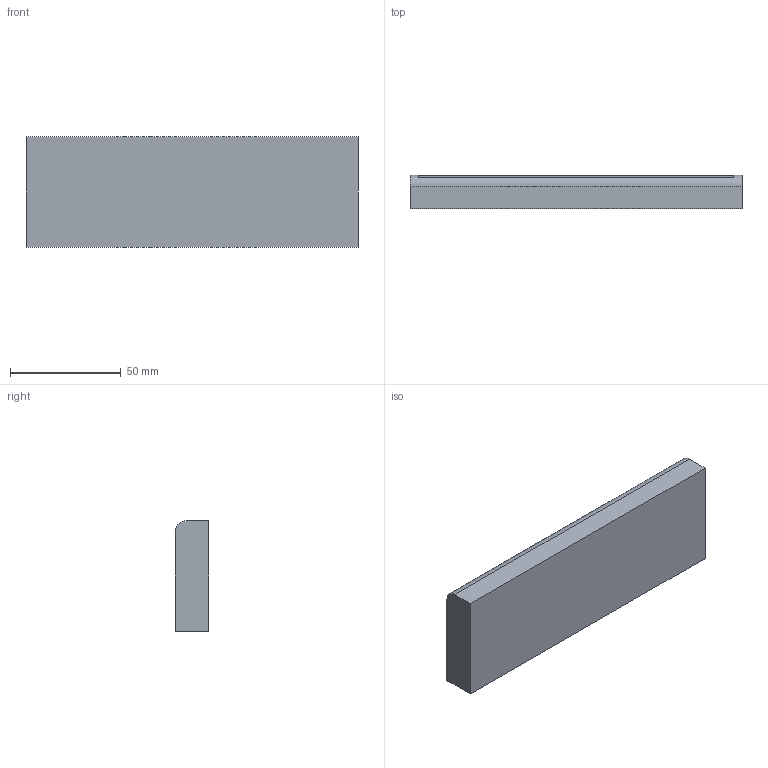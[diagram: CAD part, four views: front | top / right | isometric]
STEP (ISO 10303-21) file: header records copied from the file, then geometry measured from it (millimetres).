
FILE_DESCRIPTION(/* description */ (''),/* implementation_level */ '2;1');
FILE_NAME(/* name */ 'The USB & SD Holder.step',/* time_stamp */ '2024-08-11T21:06:57+02:00',/* author */ (''),/* organization */ (''),/* preprocessor_version */ 'ST-DEVELOPER v20',/* originating_system */ 'Autodesk Translation Framework v13.14.0.145',/* authorisation */ '');
FILE_SCHEMA (('AUTOMOTIVE_DESIGN { 1 0 10303 214 3 1 1 }'));
Length unit declared in the file: millimetre
Products named in the file (1): USB,SD Holder
Bounding box: 150 x 15 x 50 mm (x, y, z)
Volume: 99548.3 mm3; surface area: 27878.5 mm2
Topology: 1 solids, 1 shells, 107 faces, 258 edges, 172 vertices
Faces by surface type: plane 106, cylinder 1
Entity records: 3089 total; most frequent: CARTESIAN_POINT 538, ORIENTED_EDGE 516, DIRECTION 478, EDGE_CURVE 258, LINE 254, VECTOR 254, VERTEX_POINT 172, EDGE_LOOP 126
